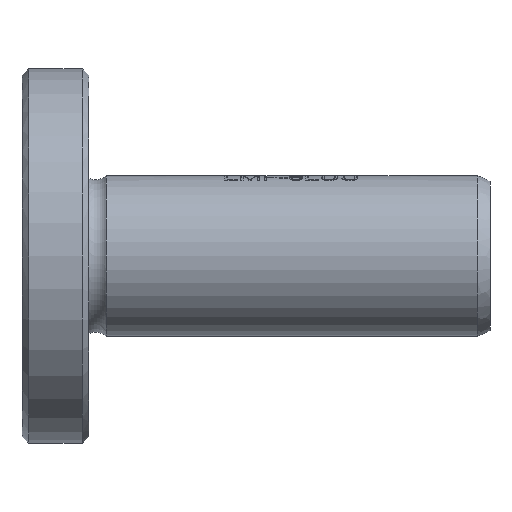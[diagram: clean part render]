
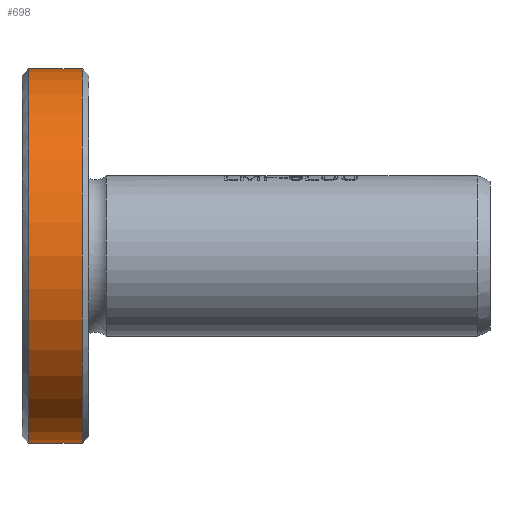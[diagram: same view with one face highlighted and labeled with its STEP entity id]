
A CAD part, front view. The second image highlights one B-rep face of the part: STEP entity #698.
In plain terms, the highlighted cylindrical face has radius 14 mm (diameter 28 mm), a full revolution.
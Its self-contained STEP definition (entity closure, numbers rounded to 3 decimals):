
#698=ADVANCED_FACE('',(#2093,#2094),#1015,.T.);
#1015=CYLINDRICAL_SURFACE('',#6058,14.);
#1062=CIRCLE('',#6049,14.);
#1063=CIRCLE('',#6050,14.);
#1064=CIRCLE('',#6056,14.);
#1065=CIRCLE('',#6057,14.);
#2093=FACE_BOUND('',#2201,.T.);
#2094=FACE_BOUND('',#2202,.T.);
#2201=EDGE_LOOP('',(#2842,#2843));
#2202=EDGE_LOOP('',(#2844,#2845));
#2842=ORIENTED_EDGE('',*,*,#5026,.T.);
#2843=ORIENTED_EDGE('',*,*,#5027,.T.);
#2844=ORIENTED_EDGE('',*,*,#5036,.F.);
#2845=ORIENTED_EDGE('',*,*,#5037,.F.);
#4456=VERTEX_POINT('',#8990);
#4457=VERTEX_POINT('',#8991);
#4466=VERTEX_POINT('',#9115);
#4467=VERTEX_POINT('',#9116);
#5026=EDGE_CURVE('',#4456,#4457,#1062,.T.);
#5027=EDGE_CURVE('',#4457,#4456,#1063,.T.);
#5036=EDGE_CURVE('',#4466,#4467,#1064,.T.);
#5037=EDGE_CURVE('',#4467,#4466,#1065,.T.);
#6049=AXIS2_PLACEMENT_3D('',#8989,#6538,#6539);
#6050=AXIS2_PLACEMENT_3D('',#8992,#6540,#6541);
#6056=AXIS2_PLACEMENT_3D('',#9114,#6552,#6553);
#6057=AXIS2_PLACEMENT_3D('',#9117,#6554,#6555);
#6058=AXIS2_PLACEMENT_3D('',#9118,#6556,#6557);
#6538=DIRECTION('',(1.,0.,0.));
#6539=DIRECTION('',(0.,0.,-1.));
#6540=DIRECTION('',(1.,0.,0.));
#6541=DIRECTION('',(0.,0.,-1.));
#6552=DIRECTION('',(1.,0.,0.));
#6553=DIRECTION('',(0.,0.,1.));
#6554=DIRECTION('',(1.,0.,0.));
#6555=DIRECTION('',(0.,0.,1.));
#6556=DIRECTION('',(1.,0.,0.));
#6557=DIRECTION('',(0.,0.,-1.));
#8989=CARTESIAN_POINT('',(0.5,0.,0.));
#8990=CARTESIAN_POINT('',(0.5,0.,-14.));
#8991=CARTESIAN_POINT('',(0.5,0.,14.));
#8992=CARTESIAN_POINT('',(0.5,0.,0.));
#9114=CARTESIAN_POINT('',(4.5,0.,0.));
#9115=CARTESIAN_POINT('',(4.5,0.,14.));
#9116=CARTESIAN_POINT('',(4.5,0.,-14.));
#9117=CARTESIAN_POINT('',(4.5,0.,0.));
#9118=CARTESIAN_POINT('',(0.5,0.,0.));
